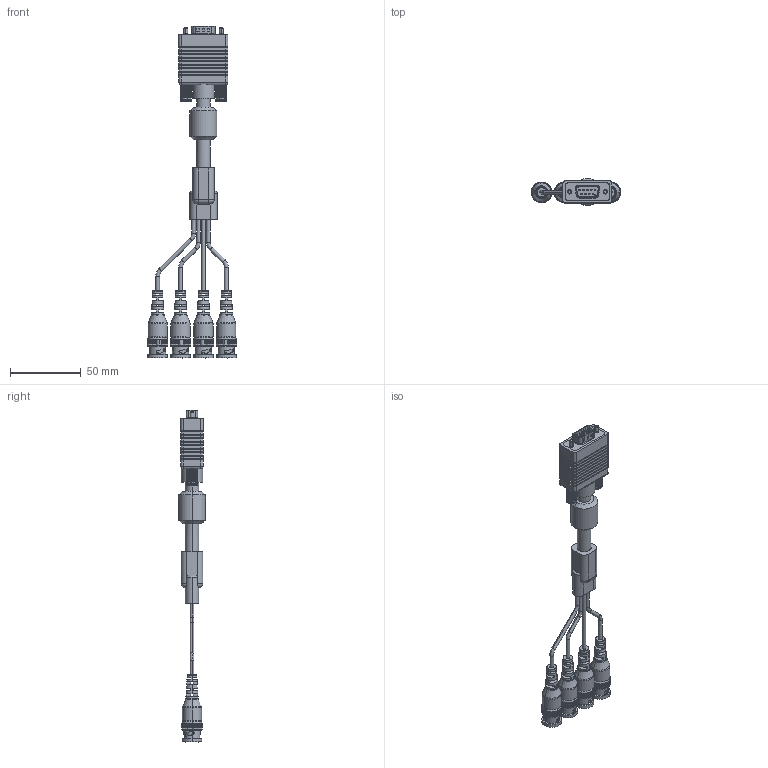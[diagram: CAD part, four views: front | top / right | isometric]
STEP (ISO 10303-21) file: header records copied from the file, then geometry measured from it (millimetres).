
FILE_DESCRIPTION (( 'STEP AP203' ), '1' );
FILE_NAME ('CTL4CAD-_.STEP', '2006-08-04T15:10:30', ( 'L-COM' ), ( 'L-COM' ), 'SwSTEP 2.0', 'SolidWorks 2006004', '' );
FILE_SCHEMA (( 'CONFIG_CONTROL_DESIGN' ));
Length unit declared in the file: inch
Products named in the file (8): BAC836B-87_WITH HEAT SHRINK; CTL4CAD-_; 3AA07-008; 3AC03-015_four legs with ferrite bead; CTL5CAD-MA1; MTN-041; SD9P; MTN-056
Assembly tree (14 placements, depth 3):
  CTL4CAD-_
    3AA07-008  x2
    CTL5CAD-MA1
      SD9P
      MTN-041
    MTN-056  x4
    BAC836B-87_WITH HEAT SHRINK  x4
    3AC03-015_four legs with ferrite bead
Bounding box: 62.87 x 19.05 x 233.91 mm (x, y, z)
Volume: 53576.6 mm3; surface area: 33588.2 mm2
Topology: 13 solids, 13 shells, 2379 faces, 6584 edges, 4296 vertices
Faces by surface type: plane 1264, cylinder 897, torus 99, bspline 65, sphere 30, cone 24
Entity records: 39779 total; most frequent: CARTESIAN_POINT 11538, DIRECTION 5801, ORIENTED_EDGE 5654, EDGE_CURVE 2827, AXIS2_PLACEMENT_3D 2068, VERTEX_POINT 1827, LINE 1665, VECTOR 1665
